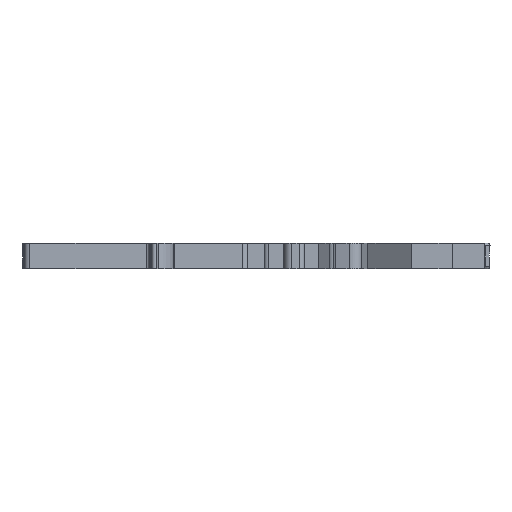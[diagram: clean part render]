
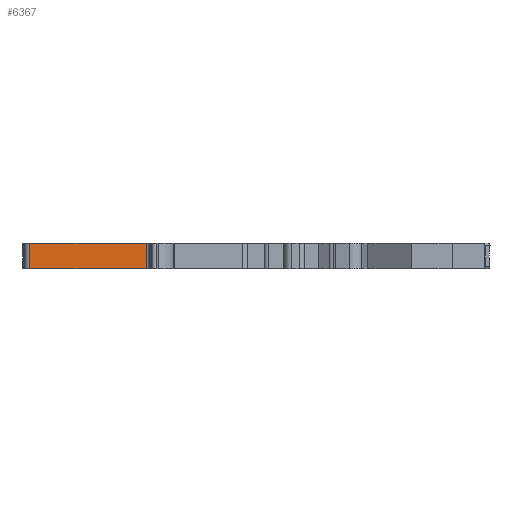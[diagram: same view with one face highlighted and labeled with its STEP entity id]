
A CAD part, front view. The second image highlights one B-rep face of the part: STEP entity #6367.
In plain terms, the highlighted planar face has unit normal (0, -1, 0).
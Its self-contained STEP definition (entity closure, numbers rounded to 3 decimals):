
#76=DIRECTION('',(1.,0.,0.));
#77=VECTOR('',#76,22.8);
#78=CARTESIAN_POINT('',(-44.05,-34.,-2.5));
#79=LINE('',#78,#77);
#1752=DIRECTION('',(-1.,0.,0.));
#1753=VECTOR('',#1752,22.8);
#1754=CARTESIAN_POINT('',(-21.25,-34.,2.5));
#1755=LINE('',#1754,#1753);
#2163=DIRECTION('',(0.,0.,-1.));
#2164=VECTOR('',#2163,5.);
#2165=CARTESIAN_POINT('',(-44.05,-34.,2.5));
#2166=LINE('',#2165,#2164);
#2167=DIRECTION('',(0.,0.,1.));
#2168=VECTOR('',#2167,5.);
#2169=CARTESIAN_POINT('',(-21.25,-34.,-2.5));
#2170=LINE('',#2169,#2168);
#3770=CARTESIAN_POINT('',(-44.05,-34.,-2.5));
#3771=VERTEX_POINT('',#3770);
#3772=CARTESIAN_POINT('',(-21.25,-34.,-2.5));
#3773=VERTEX_POINT('',#3772);
#4580=CARTESIAN_POINT('',(-21.25,-34.,2.5));
#4581=VERTEX_POINT('',#4580);
#4582=CARTESIAN_POINT('',(-44.05,-34.,2.5));
#4583=VERTEX_POINT('',#4582);
#6355=CARTESIAN_POINT('',(-32.65,-34.,0.));
#6356=DIRECTION('',(0.,1.,0.));
#6357=DIRECTION('',(1.,0.,0.));
#6358=AXIS2_PLACEMENT_3D('',#6355,#6356,#6357);
#6359=PLANE('',#6358);
#6360=ORIENTED_EDGE('',*,*,#4910,.F.);
#6361=ORIENTED_EDGE('',*,*,#6350,.F.);
#6362=ORIENTED_EDGE('',*,*,#5733,.F.);
#6364=ORIENTED_EDGE('',*,*,#6363,.F.);
#6365=EDGE_LOOP('',(#6360,#6361,#6362,#6364));
#6366=FACE_OUTER_BOUND('',#6365,.F.);
#4910=EDGE_CURVE('',#3771,#3773,#79,.T.);
#5733=EDGE_CURVE('',#4581,#4583,#1755,.T.);
#6350=EDGE_CURVE('',#4583,#3771,#2166,.T.);
#6363=EDGE_CURVE('',#3773,#4581,#2170,.T.);
#6367=ADVANCED_FACE('',(#6366),#6359,.F.);
